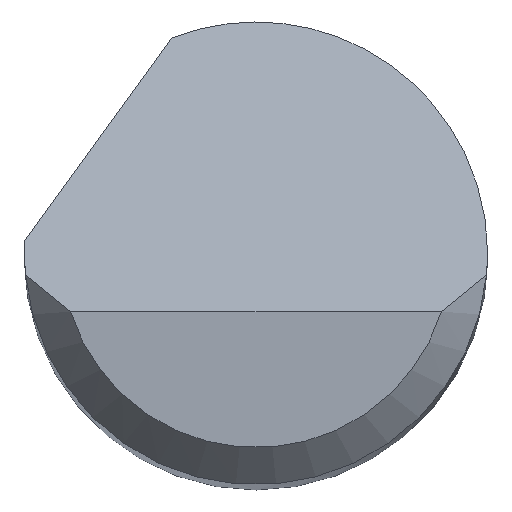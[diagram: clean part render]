
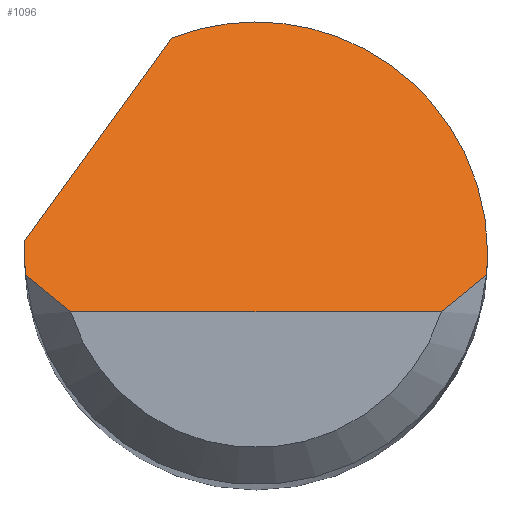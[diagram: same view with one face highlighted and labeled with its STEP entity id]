
A CAD part, top view. The second image highlights one B-rep face of the part: STEP entity #1096.
In plain terms, the highlighted planar face has unit normal (0, 0.707, 0.707).
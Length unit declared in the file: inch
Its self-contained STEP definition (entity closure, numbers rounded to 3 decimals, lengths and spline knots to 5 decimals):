
#7 = CARTESIAN_POINT ( 'NONE',  ( 0.09375, 0.07266, 2.40359 ) ) ;
#92 = CARTESIAN_POINT ( 'NONE',  ( 0.09375, 0., 2.47625 ) ) ;
#106 = EDGE_CURVE ( 'NONE', #1206, #770, #1108, .T. ) ;
#124 = CARTESIAN_POINT ( 'NONE',  ( -0.09334, -0.00875, 2.485 ) ) ;
#140 = VERTEX_POINT ( 'NONE', #454 ) ;
#194 = CARTESIAN_POINT ( 'NONE',  ( -0.09375, -0.02375, 2.5 ) ) ;
#202 = DIRECTION ( 'NONE',  ( 0.456, 0.629, -0.629 ) ) ;
#211 =( BOUNDED_CURVE ( )  B_SPLINE_CURVE ( 3, ( #1237, #541, #622, #536 ),
 .UNSPECIFIED., .F., .F. ) 
 B_SPLINE_CURVE_WITH_KNOTS ( ( 4, 4 ),
 ( 4.71239, 4.76575 ),
 .UNSPECIFIED. ) 
 CURVE ( )  GEOMETRIC_REPRESENTATION_ITEM ( )  RATIONAL_B_SPLINE_CURVE ( ( 1., 1., 1., 1. ) ) 
 REPRESENTATION_ITEM ( '' )  );
#226 = CARTESIAN_POINT ( 'NONE',  ( 0.08157, -0.019, 2.49525 ) ) ;
#253 = CARTESIAN_POINT ( 'NONE',  ( -0.08761, -0.01397, 2.49022 ) ) ;
#267 = CARTESIAN_POINT ( 'NONE',  ( -0.07508, -0.02375, 2.5 ) ) ;
#276 = CARTESIAN_POINT ( 'NONE',  ( -0.09362, 0.005, 2.47125 ) ) ;
#284 = CARTESIAN_POINT ( 'NONE',  ( -0.11014, -0.01781, 2.49406 ) ) ;
#294 = CARTESIAN_POINT ( 'NONE',  ( 0.03379, 0.11369, 2.36256 ) ) ;
#309 = LINE ( 'NONE', #475, #696 ) ;
#318 = ORIENTED_EDGE ( 'NONE', *, *, #693, .F. ) ;
#329 = CARTESIAN_POINT ( 'NONE',  ( 0.09375, 0., 2.47625 ) ) ;
#331 = VERTEX_POINT ( 'NONE', #734 ) ;
#354 = CARTESIAN_POINT ( 'NONE',  ( 0.09334, -0.00875, 2.485 ) ) ;
#382 = ORIENTED_EDGE ( 'NONE', *, *, #1080, .T. ) ;
#399 = CARTESIAN_POINT ( 'NONE',  ( 0.08761, -0.01397, 2.49022 ) ) ;
#440 = PLANE ( 'NONE',  #483 ) ;
#449 = CARTESIAN_POINT ( 'NONE',  ( -0.07508, -0.02375, 2.5 ) ) ;
#454 = CARTESIAN_POINT ( 'NONE',  ( -0.03394, 0.08739, 2.38886 ) ) ;
#463 = EDGE_CURVE ( 'NONE', #770, #620, #211, .T. ) ;
#473 = ORIENTED_EDGE ( 'NONE', *, *, #610, .F. ) ;
#475 = CARTESIAN_POINT ( 'NONE',  ( 0., -0.02375, 2.5 ) ) ;
#483 = AXIS2_PLACEMENT_3D ( 'NONE', #194, #1162, #895 ) ;
#512 = ORIENTED_EDGE ( 'NONE', *, *, #1225, .T. ) ;
#520 = CARTESIAN_POINT ( 'NONE',  ( 0.09334, -0.00875, 2.485 ) ) ;
#521 = CARTESIAN_POINT ( 'NONE',  ( -0.09334, -0.00875, 2.485 ) ) ;
#534 = ORIENTED_EDGE ( 'NONE', *, *, #758, .F. ) ;
#536 = CARTESIAN_POINT ( 'NONE',  ( -0.09362, 0.005, 2.47125 ) ) ;
#541 = CARTESIAN_POINT ( 'NONE',  ( -0.09375, 0.00167, 2.47458 ) ) ;
#588 = VERTEX_POINT ( 'NONE', #267 ) ;
#610 = EDGE_CURVE ( 'NONE', #926, #1029, #949, .T. ) ;
#620 = VERTEX_POINT ( 'NONE', #276 ) ;
#622 = CARTESIAN_POINT ( 'NONE',  ( -0.09371, 0.00333, 2.47292 ) ) ;
#624 = CARTESIAN_POINT ( 'NONE',  ( -0.09375, -0.00292, 2.47917 ) ) ;
#654 = FACE_OUTER_BOUND ( 'NONE', #702, .T. ) ;
#693 = EDGE_CURVE ( 'NONE', #140, #926, #958, .T. ) ;
#696 = VECTOR ( 'NONE', #903, 39.37008 ) ;
#701 = EDGE_CURVE ( 'NONE', #588, #331, #309, .T. ) ;
#702 = EDGE_LOOP ( 'NONE', ( #1241, #512, #473, #318, #534, #1005, #1283, #382 ) ) ;
#734 = CARTESIAN_POINT ( 'NONE',  ( 0.07508, -0.02375, 2.5 ) ) ;
#758 = EDGE_CURVE ( 'NONE', #620, #140, #1101, .T. ) ;
#770 = VERTEX_POINT ( 'NONE', #1203 ) ;
#801 = B_SPLINE_CURVE_WITH_KNOTS ( 'NONE', 3,
 ( #1156, #253, #850, #449 ),
 .UNSPECIFIED., .F., .F.,
 ( 4, 4 ),
 ( 0., 0.00071 ),
 .UNSPECIFIED. ) ;
#815 = B_SPLINE_CURVE_WITH_KNOTS ( 'NONE', 3,
 ( #1002, #226, #399, #520 ),
 .UNSPECIFIED., .F., .F.,
 ( 4, 4 ),
 ( 0., 0.00071 ),
 .UNSPECIFIED. ) ;
#850 = CARTESIAN_POINT ( 'NONE',  ( -0.08157, -0.019, 2.49525 ) ) ;
#895 = DIRECTION ( 'NONE',  ( 0., 0.707, -0.707 ) ) ;
#903 = DIRECTION ( 'NONE',  ( 1., 0., 0. ) ) ;
#908 = CARTESIAN_POINT ( 'NONE',  ( -0.03394, 0.08739, 2.38886 ) ) ;
#917 = CARTESIAN_POINT ( 'NONE',  ( 0.09334, -0.00875, 2.485 ) ) ;
#922 = CARTESIAN_POINT ( 'NONE',  ( -0.09375, 0., 2.47625 ) ) ;
#926 = VERTEX_POINT ( 'NONE', #329 ) ;
#949 =( BOUNDED_CURVE ( )  B_SPLINE_CURVE ( 3, ( #961, #1252, #1074, #354 ),
 .UNSPECIFIED., .F., .T. ) 
 B_SPLINE_CURVE_WITH_KNOTS ( ( 4, 4 ),
 ( 1.5708, 1.66427 ),
 .UNSPECIFIED. ) 
 CURVE ( )  GEOMETRIC_REPRESENTATION_ITEM ( )  RATIONAL_B_SPLINE_CURVE ( ( 1., 0.999, 0.999, 1. ) ) 
 REPRESENTATION_ITEM ( '' )  );
#958 =( BOUNDED_CURVE ( )  B_SPLINE_CURVE ( 3, ( #908, #294, #7, #92 ),
 .UNSPECIFIED., .F., .T. ) 
 B_SPLINE_CURVE_WITH_KNOTS ( ( 4, 4 ),
 ( 5.91277, 7.85398 ),
 .UNSPECIFIED. ) 
 CURVE ( )  GEOMETRIC_REPRESENTATION_ITEM ( )  RATIONAL_B_SPLINE_CURVE ( ( 1., 0.71, 0.71, 1. ) ) 
 REPRESENTATION_ITEM ( '' )  );
#961 = CARTESIAN_POINT ( 'NONE',  ( 0.09375, 0., 2.47625 ) ) ;
#1002 = CARTESIAN_POINT ( 'NONE',  ( 0.07508, -0.02375, 2.5 ) ) ;
#1005 = ORIENTED_EDGE ( 'NONE', *, *, #463, .F. ) ;
#1029 = VERTEX_POINT ( 'NONE', #917 ) ;
#1074 = CARTESIAN_POINT ( 'NONE',  ( 0.09361, -0.00584, 2.48209 ) ) ;
#1080 = EDGE_CURVE ( 'NONE', #1206, #588, #801, .T. ) ;
#1082 = VECTOR ( 'NONE', #202, 39.37008 ) ;
#1096 = ADVANCED_FACE ( 'NONE', ( #654 ), #440, .F. ) ;
#1101 = LINE ( 'NONE', #284, #1082 ) ;
#1108 =( BOUNDED_CURVE ( )  B_SPLINE_CURVE ( 3, ( #521, #1129, #624, #922 ),
 .UNSPECIFIED., .F., .T. ) 
 B_SPLINE_CURVE_WITH_KNOTS ( ( 4, 4 ),
 ( 4.61892, 4.71239 ),
 .UNSPECIFIED. ) 
 CURVE ( )  GEOMETRIC_REPRESENTATION_ITEM ( )  RATIONAL_B_SPLINE_CURVE ( ( 1., 0.999, 0.999, 1. ) ) 
 REPRESENTATION_ITEM ( '' )  );
#1129 = CARTESIAN_POINT ( 'NONE',  ( -0.09361, -0.00584, 2.48209 ) ) ;
#1156 = CARTESIAN_POINT ( 'NONE',  ( -0.09334, -0.00875, 2.485 ) ) ;
#1162 = DIRECTION ( 'NONE',  ( 0., -0.707, -0.707 ) ) ;
#1203 = CARTESIAN_POINT ( 'NONE',  ( -0.09375, 0., 2.47625 ) ) ;
#1206 = VERTEX_POINT ( 'NONE', #124 ) ;
#1225 = EDGE_CURVE ( 'NONE', #331, #1029, #815, .T. ) ;
#1237 = CARTESIAN_POINT ( 'NONE',  ( -0.09375, 0., 2.47625 ) ) ;
#1241 = ORIENTED_EDGE ( 'NONE', *, *, #701, .T. ) ;
#1252 = CARTESIAN_POINT ( 'NONE',  ( 0.09375, -0.00292, 2.47917 ) ) ;
#1283 = ORIENTED_EDGE ( 'NONE', *, *, #106, .F. ) ;
